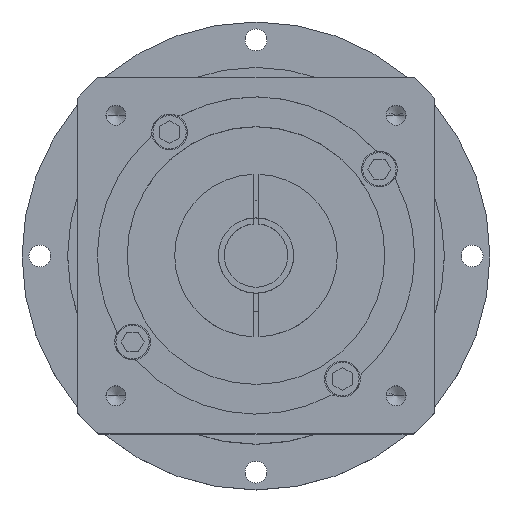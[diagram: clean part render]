
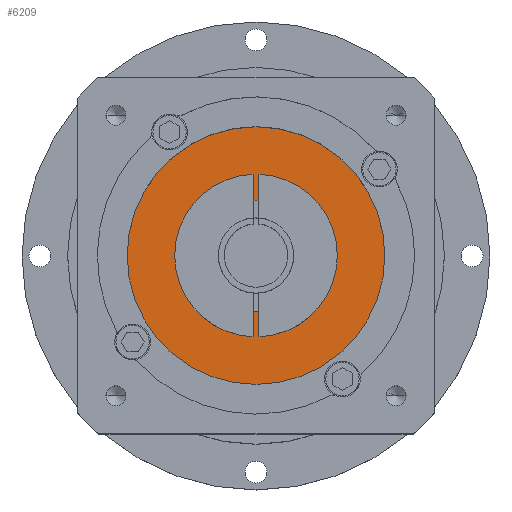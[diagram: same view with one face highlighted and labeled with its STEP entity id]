
A CAD part, top view. The second image highlights one B-rep face of the part: STEP entity #6209.
In plain terms, the highlighted planar face has unit normal (0, 0, 1).
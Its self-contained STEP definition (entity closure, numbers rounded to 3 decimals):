
#16 = DIRECTION ( 'NONE',  ( 1., 0., 0. ) ) ;
#784 = ORIENTED_EDGE ( 'NONE', *, *, #10870, .T. ) ;
#832 = ORIENTED_EDGE ( 'NONE', *, *, #3521, .T. ) ;
#1430 = AXIS2_PLACEMENT_3D ( 'NONE', #2240, #7627, #7792 ) ;
#2096 = CARTESIAN_POINT ( 'NONE',  ( 0., 0., 51.5 ) ) ;
#2192 = VERTEX_POINT ( 'NONE', #10919 ) ;
#2240 = CARTESIAN_POINT ( 'NONE',  ( 0., 0., 51.5 ) ) ;
#2346 = AXIS2_PLACEMENT_3D ( 'NONE', #4900, #11163, #5791 ) ;
#2759 = CARTESIAN_POINT ( 'NONE',  ( -32.5, 0., 51.5 ) ) ;
#3212 = EDGE_CURVE ( 'NONE', #11419, #7197, #8564, .T. ) ;
#3275 = AXIS2_PLACEMENT_3D ( 'NONE', #10028, #5056, #10544 ) ;
#3521 = EDGE_CURVE ( 'NONE', #2192, #9753, #7044, .T. ) ;
#4282 = EDGE_LOOP ( 'NONE', ( #832, #784 ) ) ;
#4327 = CIRCLE ( 'NONE', #6706, 32.5 ) ;
#4792 = DIRECTION ( 'NONE',  ( 1., 0., 0. ) ) ;
#4794 = EDGE_LOOP ( 'NONE', ( #8471, #7093 ) ) ;
#4900 = CARTESIAN_POINT ( 'NONE',  ( 0., 0., 51.5 ) ) ;
#5056 = DIRECTION ( 'NONE',  ( 0., 0., 1. ) ) ;
#5397 = DIRECTION ( 'NONE',  ( 0., 0., 1. ) ) ;
#5791 = DIRECTION ( 'NONE',  ( 1., 0., 0. ) ) ;
#6209 = ADVANCED_FACE ( 'NONE', ( #9083, #9644 ), #9241, .T. ) ;
#6706 = AXIS2_PLACEMENT_3D ( 'NONE', #10751, #5397, #16 ) ;
#7044 = CIRCLE ( 'NONE', #3275, 32.5 ) ;
#7093 = ORIENTED_EDGE ( 'NONE', *, *, #7260, .F. ) ;
#7197 = VERTEX_POINT ( 'NONE', #8373 ) ;
#7260 = EDGE_CURVE ( 'NONE', #7197, #11419, #9195, .T. ) ;
#7627 = DIRECTION ( 'NONE',  ( 0., 0., 1. ) ) ;
#7792 = DIRECTION ( 'NONE',  ( 1., 0., 0. ) ) ;
#8373 = CARTESIAN_POINT ( 'NONE',  ( 14., 0., 51.5 ) ) ;
#8471 = ORIENTED_EDGE ( 'NONE', *, *, #3212, .F. ) ;
#8543 = CARTESIAN_POINT ( 'NONE',  ( -14., 0., 51.5 ) ) ;
#8564 = CIRCLE ( 'NONE', #1430, 14. ) ;
#9083 = FACE_OUTER_BOUND ( 'NONE', #4282, .T. ) ;
#9195 = CIRCLE ( 'NONE', #2346, 14. ) ;
#9241 = PLANE ( 'NONE',  #10883 ) ;
#9644 = FACE_BOUND ( 'NONE', #4794, .T. ) ;
#9753 = VERTEX_POINT ( 'NONE', #2759 ) ;
#10028 = CARTESIAN_POINT ( 'NONE',  ( 0., 0., 51.5 ) ) ;
#10146 = DIRECTION ( 'NONE',  ( 0., 0., 1. ) ) ;
#10544 = DIRECTION ( 'NONE',  ( 1., 0., 0. ) ) ;
#10751 = CARTESIAN_POINT ( 'NONE',  ( 0., 0., 51.5 ) ) ;
#10870 = EDGE_CURVE ( 'NONE', #9753, #2192, #4327, .T. ) ;
#10883 = AXIS2_PLACEMENT_3D ( 'NONE', #2096, #10146, #4792 ) ;
#10919 = CARTESIAN_POINT ( 'NONE',  ( 32.5, 0., 51.5 ) ) ;
#11163 = DIRECTION ( 'NONE',  ( 0., 0., 1. ) ) ;
#11419 = VERTEX_POINT ( 'NONE', #8543 ) ;
